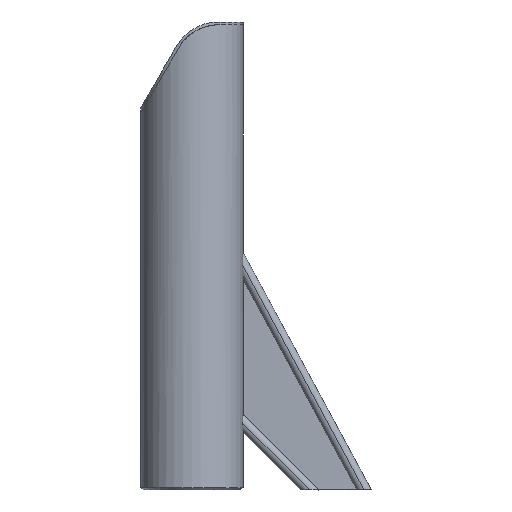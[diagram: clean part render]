
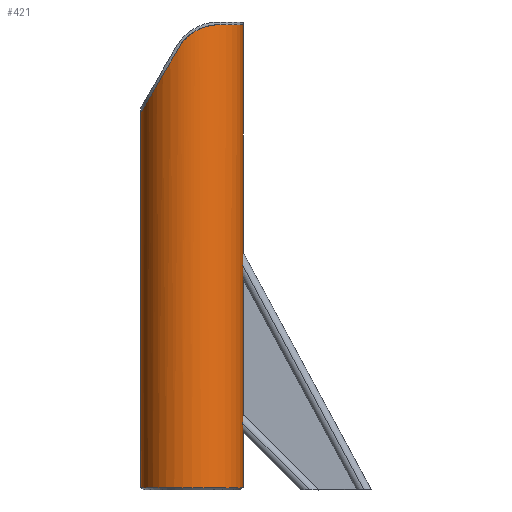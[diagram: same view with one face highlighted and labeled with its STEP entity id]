
A CAD part, front view. The second image highlights one B-rep face of the part: STEP entity #421.
In plain terms, the highlighted cylindrical face has radius 110 mm (diameter 220 mm), a partial arc.
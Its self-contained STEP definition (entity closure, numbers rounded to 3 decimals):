
#342=AXIS2_PLACEMENT_3D('Circle Axis2P3D',#340,#341,$) ;
#392=AXIS2_PLACEMENT_3D('Cylinder Axis2P3D',#389,#390,#391) ;
#410=AXIS2_PLACEMENT_3D('Circle Axis2P3D',#408,#409,$) ;
#256=CARTESIAN_POINT('Vertex',(-254.,0.,809.474)) ;
#260=CARTESIAN_POINT('Control Point',(-254.,0.,809.474)) ;
#261=CARTESIAN_POINT('Control Point',(-254.,-3.626,809.474)) ;
#262=CARTESIAN_POINT('Control Point',(-253.851,-7.252,809.733)) ;
#263=CARTESIAN_POINT('Control Point',(-253.552,-10.843,810.251)) ;
#264=CARTESIAN_POINT('Control Point',(-252.692,-17.76,811.741)) ;
#265=CARTESIAN_POINT('Control Point',(-251.344,-24.358,814.074)) ;
#266=CARTESIAN_POINT('Control Point',(-250.579,-27.498,815.4)) ;
#267=CARTESIAN_POINT('Control Point',(-248.504,-34.852,818.994)) ;
#268=CARTESIAN_POINT('Control Point',(-245.957,-41.605,823.405)) ;
#269=CARTESIAN_POINT('Control Point',(-244.332,-45.358,826.22)) ;
#270=CARTESIAN_POINT('Control Point',(-240.828,-52.554,832.289)) ;
#271=CARTESIAN_POINT('Control Point',(-236.967,-58.977,838.977)) ;
#272=CARTESIAN_POINT('Control Point',(-234.938,-62.046,842.49)) ;
#273=CARTESIAN_POINT('Control Point',(-230.301,-68.482,850.522)) ;
#274=CARTESIAN_POINT('Control Point',(-225.414,-74.138,858.987)) ;
#275=CARTESIAN_POINT('Control Point',(-222.669,-77.033,863.741)) ;
#276=CARTESIAN_POINT('Control Point',(-217.23,-82.289,873.163)) ;
#277=CARTESIAN_POINT('Control Point',(-211.636,-86.854,882.85)) ;
#278=CARTESIAN_POINT('Control Point',(-208.885,-88.923,887.616)) ;
#279=CARTESIAN_POINT('Control Point',(-202.085,-93.641,899.393)) ;
#280=CARTESIAN_POINT('Control Point',(-195.156,-97.549,911.395)) ;
#281=CARTESIAN_POINT('Control Point',(-191.022,-99.599,918.556)) ;
#282=CARTESIAN_POINT('Control Point',(-184.917,-102.248,929.13)) ;
#283=CARTESIAN_POINT('Control Point',(-178.765,-104.393,939.786)) ;
#284=CARTESIAN_POINT('Control Point',(-176.803,-105.025,943.184)) ;
#285=CARTESIAN_POINT('Control Point',(-174.837,-105.609,946.589)) ;
#286=CARTESIAN_POINT('Control Point',(-172.868,-106.145,950.)) ;
#287=CARTESIAN_POINT('Vertex',(-172.868,-106.145,950.)) ;
#305=CARTESIAN_POINT('Control Point',(-86.265,-93.63,1000.)) ;
#306=CARTESIAN_POINT('Control Point',(-90.258,-96.093,1000.)) ;
#307=CARTESIAN_POINT('Control Point',(-94.382,-98.342,999.801)) ;
#308=CARTESIAN_POINT('Control Point',(-98.612,-100.363,999.376)) ;
#309=CARTESIAN_POINT('Control Point',(-106.787,-103.745,998.099)) ;
#310=CARTESIAN_POINT('Control Point',(-115.074,-106.246,995.891)) ;
#311=CARTESIAN_POINT('Control Point',(-118.994,-107.232,994.629)) ;
#312=CARTESIAN_POINT('Control Point',(-127.706,-109.005,991.312)) ;
#313=CARTESIAN_POINT('Control Point',(-136.096,-109.862,986.938)) ;
#314=CARTESIAN_POINT('Control Point',(-140.593,-110.077,984.202)) ;
#315=CARTESIAN_POINT('Control Point',(-150.99,-110.065,976.896)) ;
#316=CARTESIAN_POINT('Control Point',(-160.101,-109.002,968.051)) ;
#317=CARTESIAN_POINT('Control Point',(-164.921,-108.134,962.409)) ;
#318=CARTESIAN_POINT('Control Point',(-169.188,-107.145,956.373)) ;
#319=CARTESIAN_POINT('Control Point',(-172.868,-106.145,950.)) ;
#320=CARTESIAN_POINT('Vertex',(-86.265,-93.63,1000.)) ;
#340=CARTESIAN_POINT('Axis2P3D Location',(-144.,0.,1000.)) ;
#344=CARTESIAN_POINT('Vertex',(-34.,0.,1000.)) ;
#389=CARTESIAN_POINT('Axis2P3D Location',(-144.,0.,500.)) ;
#394=CARTESIAN_POINT('Line Origine',(-34.,0.,500.)) ;
#398=CARTESIAN_POINT('Vertex',(-34.,0.,5.)) ;
#401=CARTESIAN_POINT('Line Origine',(-254.,0.,500.)) ;
#405=CARTESIAN_POINT('Vertex',(-254.,0.,5.)) ;
#408=CARTESIAN_POINT('Axis2P3D Location',(-144.,0.,5.)) ;
#341=DIRECTION('Axis2P3D Direction',(0.,0.,1.)) ;
#390=DIRECTION('Axis2P3D Direction',(0.,0.,1.)) ;
#391=DIRECTION('Axis2P3D XDirection',(1.,0.,0.)) ;
#395=DIRECTION('Vector Direction',(0.,0.,1.)) ;
#402=DIRECTION('Vector Direction',(0.,0.,1.)) ;
#409=DIRECTION('Axis2P3D Direction',(0.,0.,1.)) ;
#396=VECTOR('Line Direction',#395,1.) ;
#403=VECTOR('Line Direction',#402,1.) ;
#414=ORIENTED_EDGE('',*,*,#400,.T.) ;
#415=ORIENTED_EDGE('',*,*,#346,.F.) ;
#416=ORIENTED_EDGE('',*,*,#322,.T.) ;
#417=ORIENTED_EDGE('',*,*,#289,.F.) ;
#418=ORIENTED_EDGE('',*,*,#407,.F.) ;
#419=ORIENTED_EDGE('',*,*,#412,.T.) ;
#421=ADVANCED_FACE('Corps principal',(#420),#393,.T.) ;
#259=B_SPLINE_CURVE_WITH_KNOTS('',5,(#260,#261,#262,#263,#264,#265,#266,#267,#268,#269,#270,#271,#272,#273,#274,#275,#276,#277,#278,#279,#280,#281,#282,#283,#284,#285,#286),.UNSPECIFIED.,.F.,.U.,(6,3,3,3,3,3,3,3,6),(0.,25.638,50.267,85.264,121.192,165.035,206.586,266.791,294.896),.UNSPECIFIED.) ;
#304=B_SPLINE_CURVE_WITH_KNOTS('',5,(#305,#306,#307,#308,#309,#310,#311,#312,#313,#314,#315,#316,#317,#318,#319),.UNSPECIFIED.,.F.,.U.,(6,3,3,3,6),(0.,33.17,63.021,100.115,152.631),.UNSPECIFIED.) ;
#343=CIRCLE('generated circle',#342,110.) ;
#411=CIRCLE('generated circle',#410,110.) ;
#393=CYLINDRICAL_SURFACE('generated cylinder',#392,110.) ;
#289=EDGE_CURVE('',#257,#288,#259,.T.) ;
#322=EDGE_CURVE('',#321,#288,#304,.T.) ;
#346=EDGE_CURVE('',#321,#345,#343,.T.) ;
#400=EDGE_CURVE('',#399,#345,#397,.T.) ;
#407=EDGE_CURVE('',#406,#257,#404,.T.) ;
#412=EDGE_CURVE('',#406,#399,#411,.T.) ;
#413=EDGE_LOOP('',(#414,#415,#416,#417,#418,#419)) ;
#420=FACE_OUTER_BOUND('',#413,.T.) ;
#397=LINE('Line',#394,#396) ;
#404=LINE('Line',#401,#403) ;
#257=VERTEX_POINT('',#256) ;
#288=VERTEX_POINT('',#287) ;
#321=VERTEX_POINT('',#320) ;
#345=VERTEX_POINT('',#344) ;
#399=VERTEX_POINT('',#398) ;
#406=VERTEX_POINT('',#405) ;
